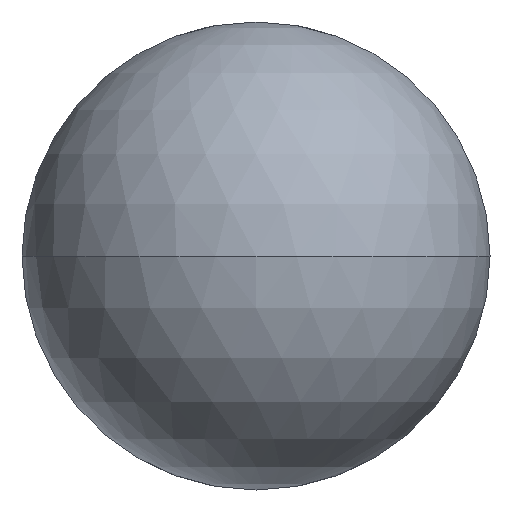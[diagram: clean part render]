
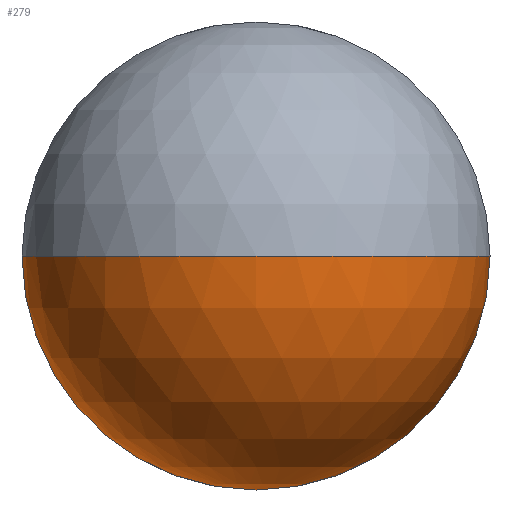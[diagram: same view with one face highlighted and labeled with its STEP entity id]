
A CAD part, front view. The second image highlights one B-rep face of the part: STEP entity #279.
In plain terms, the highlighted spherical face has radius 2.381 mm.
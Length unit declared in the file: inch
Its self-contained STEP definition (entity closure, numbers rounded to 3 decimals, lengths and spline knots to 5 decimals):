
#5 = CIRCLE ( 'NONE', #164, 0.09375 ) ;
#9 = CARTESIAN_POINT ( 'NONE',  ( -0.09375, 0.09375, 0. ) ) ;
#24 = VERTEX_POINT ( 'NONE', #367 ) ;
#30 = DIRECTION ( 'NONE',  ( 0., 0., -1. ) ) ;
#48 = AXIS2_PLACEMENT_3D ( 'NONE', #346, #419, #70 ) ;
#54 = CIRCLE ( 'NONE', #339, 0.09375 ) ;
#56 = DIRECTION ( 'NONE',  ( -1., 0., 0. ) ) ;
#62 = SPHERICAL_SURFACE ( 'NONE', #462, 0.09375 ) ;
#65 = CIRCLE ( 'NONE', #328, 0.09375 ) ;
#70 = DIRECTION ( 'NONE',  ( 1., 0., 0. ) ) ;
#89 = VERTEX_POINT ( 'NONE', #347 ) ;
#97 = CARTESIAN_POINT ( 'NONE',  ( 0., 0.09375, 0. ) ) ;
#99 = EDGE_CURVE ( 'NONE', #326, #24, #65, .T. ) ;
#133 = DIRECTION ( 'NONE',  ( 0., 0., -1. ) ) ;
#134 = FACE_OUTER_BOUND ( 'NONE', #414, .T. ) ;
#143 = DIRECTION ( 'NONE',  ( 0., 0., -1. ) ) ;
#164 = AXIS2_PLACEMENT_3D ( 'NONE', #266, #30, #254 ) ;
#178 = DIRECTION ( 'NONE',  ( 0., 0., -1. ) ) ;
#254 = DIRECTION ( 'NONE',  ( -1., 0., 0. ) ) ;
#261 = ORIENTED_EDGE ( 'NONE', *, *, #297, .T. ) ;
#266 = CARTESIAN_POINT ( 'NONE',  ( 0., 0.09375, 0. ) ) ;
#276 = CIRCLE ( 'NONE', #48, 0.09375 ) ;
#279 = ADVANCED_FACE ( 'NONE', ( #134 ), #62, .T. ) ;
#297 = EDGE_CURVE ( 'NONE', #89, #371, #5, .T. ) ;
#322 = EDGE_CURVE ( 'NONE', #326, #371, #276, .T. ) ;
#326 = VERTEX_POINT ( 'NONE', #9 ) ;
#327 = EDGE_CURVE ( 'NONE', #24, #89, #54, .T. ) ;
#328 = AXIS2_PLACEMENT_3D ( 'NONE', #499, #513, #143 ) ;
#336 = ORIENTED_EDGE ( 'NONE', *, *, #99, .T. ) ;
#339 = AXIS2_PLACEMENT_3D ( 'NONE', #429, #458, #178 ) ;
#346 = CARTESIAN_POINT ( 'NONE',  ( 0., 0.09375, 0. ) ) ;
#347 = CARTESIAN_POINT ( 'NONE',  ( 0.09375, 0.09375, 0. ) ) ;
#367 = CARTESIAN_POINT ( 'NONE',  ( 0., 0.09375, -0.09375 ) ) ;
#371 = VERTEX_POINT ( 'NONE', #466 ) ;
#390 = ORIENTED_EDGE ( 'NONE', *, *, #322, .F. ) ;
#414 = EDGE_LOOP ( 'NONE', ( #336, #507, #261, #390 ) ) ;
#419 = DIRECTION ( 'NONE',  ( 0., 0., 1. ) ) ;
#429 = CARTESIAN_POINT ( 'NONE',  ( 0., 0.09375, 0. ) ) ;
#458 = DIRECTION ( 'NONE',  ( 0., -1., 0. ) ) ;
#462 = AXIS2_PLACEMENT_3D ( 'NONE', #97, #133, #56 ) ;
#466 = CARTESIAN_POINT ( 'NONE',  ( 0., 0., 0. ) ) ;
#499 = CARTESIAN_POINT ( 'NONE',  ( 0., 0.09375, 0. ) ) ;
#507 = ORIENTED_EDGE ( 'NONE', *, *, #327, .T. ) ;
#513 = DIRECTION ( 'NONE',  ( 0., -1., 0. ) ) ;
